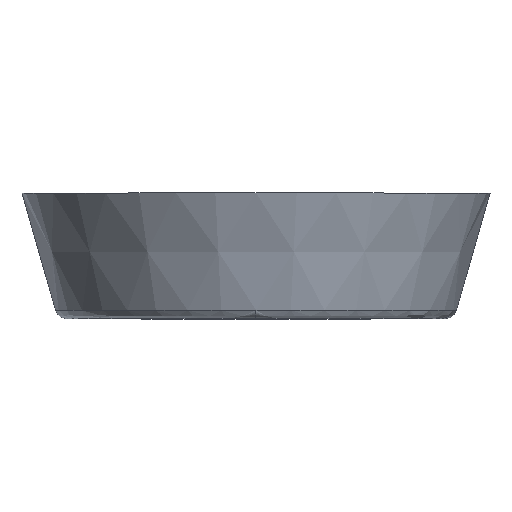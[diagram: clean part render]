
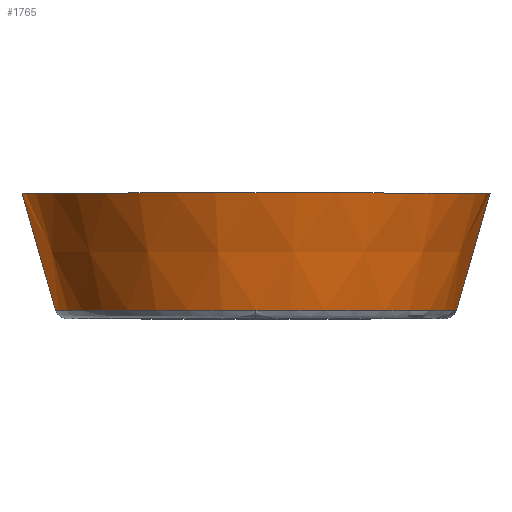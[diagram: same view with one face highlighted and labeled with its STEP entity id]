
A CAD part, top view. The second image highlights one B-rep face of the part: STEP entity #1765.
In plain terms, the highlighted conical face has half-angle 16 degrees and reference radius 8.948 mm.
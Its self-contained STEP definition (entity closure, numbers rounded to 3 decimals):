
#30 = VERTEX_POINT ( 'NONE', #1263 ) ;
#31 = VERTEX_POINT ( 'NONE', #1262 ) ;
#48 = CONICAL_SURFACE ( 'NONE', #1674, 8.948, 0.279 ) ;
#51 = FACE_OUTER_BOUND ( 'NONE', #368, .T. ) ;
#88 = VECTOR ( 'NONE', #679, 1000. ) ;
#90 = LINE ( 'NONE', #680, #88 ) ;
#93 = CIRCLE ( 'NONE', #1694, 8.948 ) ;
#114 = VECTOR ( 'NONE', #1028, 1000. ) ;
#115 = LINE ( 'NONE', #1106, #114 ) ;
#121 = CIRCLE ( 'NONE', #1713, 8.948 ) ;
#185 = CIRCLE ( 'NONE', #1668, 10.45 ) ;
#271 = ORIENTED_EDGE ( 'NONE', *, *, #1744, .F. ) ;
#272 = ORIENTED_EDGE ( 'NONE', *, *, #1740, .F. ) ;
#273 = ORIENTED_EDGE ( 'NONE', *, *, #1709, .T. ) ;
#274 = ORIENTED_EDGE ( 'NONE', *, *, #1592, .F. ) ;
#276 = ORIENTED_EDGE ( 'NONE', *, *, #1703, .F. ) ;
#368 = EDGE_LOOP ( 'NONE', ( #276, #273, #274, #271, #272 ) ) ;
#409 = VERTEX_POINT ( 'NONE', #1294 ) ;
#423 = VERTEX_POINT ( 'NONE', #1479 ) ;
#424 = VERTEX_POINT ( 'NONE', #1478 ) ;
#539 = DIRECTION ( 'NONE',  ( 0., 1., 0. ) ) ;
#540 = CARTESIAN_POINT ( 'NONE',  ( 0., 0.362, 0. ) ) ;
#555 = DIRECTION ( 'NONE',  ( -1., 0., 0. ) ) ;
#679 = DIRECTION ( 'NONE',  ( -0.276, 0.961, 0. ) ) ;
#680 = CARTESIAN_POINT ( 'NONE',  ( -8.948, 0.362, 0. ) ) ;
#688 = DIRECTION ( 'NONE',  ( 1., 0., 0. ) ) ;
#689 = DIRECTION ( 'NONE',  ( 0., -1., 0. ) ) ;
#690 = CARTESIAN_POINT ( 'NONE',  ( 0., 0.362, 0. ) ) ;
#1028 = DIRECTION ( 'NONE',  ( 0.276, 0.961, 0. ) ) ;
#1106 = CARTESIAN_POINT ( 'NONE',  ( 8.948, 0.362, 0. ) ) ;
#1262 = CARTESIAN_POINT ( 'NONE',  ( -10.45, 5.6, 0. ) ) ;
#1263 = CARTESIAN_POINT ( 'NONE',  ( 10.45, 5.6, 0. ) ) ;
#1264 = DIRECTION ( 'NONE',  ( 1., 0., 0. ) ) ;
#1265 = DIRECTION ( 'NONE',  ( 0., -1., 0. ) ) ;
#1267 = CARTESIAN_POINT ( 'NONE',  ( 0., 0.362, 0. ) ) ;
#1294 = CARTESIAN_POINT ( 'NONE',  ( -8.948, 0.362, 0. ) ) ;
#1361 = DIRECTION ( 'NONE',  ( -1., 0., 0. ) ) ;
#1362 = DIRECTION ( 'NONE',  ( 0., 1., 0. ) ) ;
#1364 = CARTESIAN_POINT ( 'NONE',  ( 0., 5.6, 0. ) ) ;
#1478 = CARTESIAN_POINT ( 'NONE',  ( 0., 0.362, 8.948 ) ) ;
#1479 = CARTESIAN_POINT ( 'NONE',  ( 8.948, 0.362, 0. ) ) ;
#1592 = EDGE_CURVE ( 'NONE', #31, #30, #185, .T. ) ;
#1668 = AXIS2_PLACEMENT_3D ( 'NONE', #1364, #1362, #1361 ) ;
#1674 = AXIS2_PLACEMENT_3D ( 'NONE', #540, #539, #555 ) ;
#1694 = AXIS2_PLACEMENT_3D ( 'NONE', #690, #689, #688 ) ;
#1703 = EDGE_CURVE ( 'NONE', #423, #424, #121, .T. ) ;
#1709 = EDGE_CURVE ( 'NONE', #423, #30, #115, .T. ) ;
#1713 = AXIS2_PLACEMENT_3D ( 'NONE', #1267, #1265, #1264 ) ;
#1740 = EDGE_CURVE ( 'NONE', #424, #409, #93, .T. ) ;
#1744 = EDGE_CURVE ( 'NONE', #409, #31, #90, .T. ) ;
#1765 = ADVANCED_FACE ( 'NONE', ( #51 ), #48, .T. ) ;
